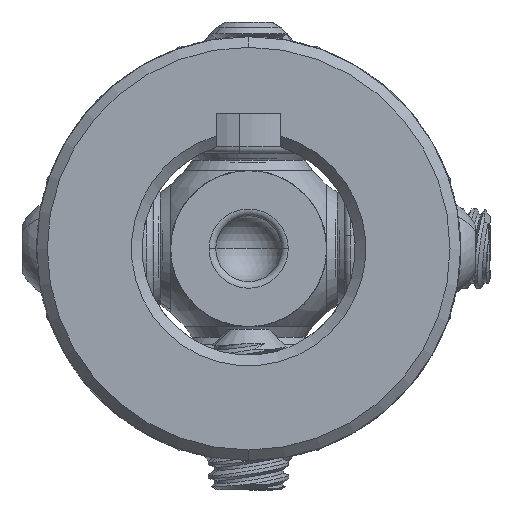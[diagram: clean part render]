
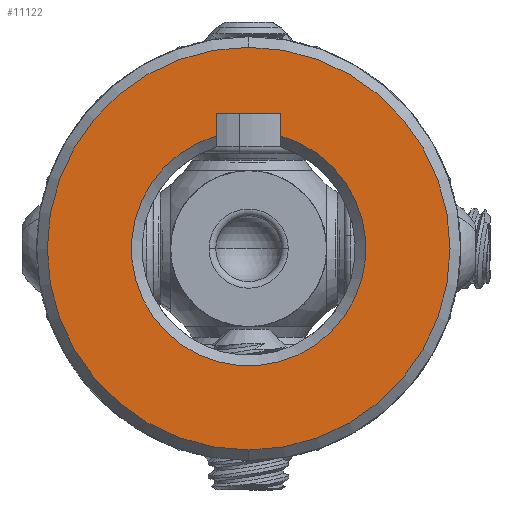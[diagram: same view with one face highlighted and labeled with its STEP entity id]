
A CAD part, left-side view. The second image highlights one B-rep face of the part: STEP entity #11122.
In plain terms, the highlighted planar face has unit normal (-1, 0, 0).
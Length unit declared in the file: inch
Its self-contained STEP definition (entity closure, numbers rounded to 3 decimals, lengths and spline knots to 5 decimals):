
#287 = ORIENTED_EDGE ( 'NONE', *, *, #2578, .F. ) ;
#376 = DIRECTION ( 'NONE',  ( 0., 0., -1. ) ) ;
#453 = DIRECTION ( 'NONE',  ( 0., 0., 1. ) ) ;
#653 = CIRCLE ( 'NONE', #2210, 0.59125 ) ;
#957 = EDGE_CURVE ( 'NONE', #7378, #7890, #6046, .T. ) ;
#1183 = DIRECTION ( 'NONE',  ( 0., 0., -1. ) ) ;
#2210 = AXIS2_PLACEMENT_3D ( 'NONE', #2495, #11866, #3847 ) ;
#2452 = VECTOR ( 'NONE', #453, 39.37008 ) ;
#2495 = CARTESIAN_POINT ( 'NONE',  ( -1.875, 0., 0. ) ) ;
#2578 = EDGE_CURVE ( 'NONE', #7890, #11225, #4294, .T. ) ;
#2683 = EDGE_CURVE ( 'NONE', #7378, #9240, #10576, .T. ) ;
#2739 = EDGE_LOOP ( 'NONE', ( #12774, #11964, #3106, #287 ) ) ;
#2953 = CIRCLE ( 'NONE', #16627, 0.59125 ) ;
#3106 = ORIENTED_EDGE ( 'NONE', *, *, #12363, .F. ) ;
#3846 = CARTESIAN_POINT ( 'NONE',  ( -1.875, 0., 0. ) ) ;
#3847 = DIRECTION ( 'NONE',  ( 0., 0., -1. ) ) ;
#4294 = LINE ( 'NONE', #7815, #11401 ) ;
#5184 = EDGE_CURVE ( 'NONE', #9532, #13163, #2953, .T. ) ;
#5205 = PLANE ( 'NONE',  #14163 ) ;
#5349 = CARTESIAN_POINT ( 'NONE',  ( -1.875, 0., 0. ) ) ;
#5350 = LINE ( 'NONE', #11049, #16128 ) ;
#5733 = CARTESIAN_POINT ( 'NONE',  ( -1.875, -0.09425, 0.29847 ) ) ;
#6046 = LINE ( 'NONE', #5733, #2452 ) ;
#6143 = DIRECTION ( 'NONE',  ( -1., 0., 0. ) ) ;
#6666 = FACE_OUTER_BOUND ( 'NONE', #6919, .T. ) ;
#6721 = DIRECTION ( 'NONE',  ( 0., 0., -1. ) ) ;
#6919 = EDGE_LOOP ( 'NONE', ( #7691, #15812 ) ) ;
#7378 = VERTEX_POINT ( 'NONE', #16841 ) ;
#7691 = ORIENTED_EDGE ( 'NONE', *, *, #5184, .T. ) ;
#7815 = CARTESIAN_POINT ( 'NONE',  ( -1.875, 0.09425, 0.39817 ) ) ;
#7890 = VERTEX_POINT ( 'NONE', #11741 ) ;
#8118 = CARTESIAN_POINT ( 'NONE',  ( -1.875, 0.09425, 0.39817 ) ) ;
#8299 = CARTESIAN_POINT ( 'NONE',  ( -1.875, 0., 0.59125 ) ) ;
#9240 = VERTEX_POINT ( 'NONE', #15043 ) ;
#9241 = DIRECTION ( 'NONE',  ( 1., 0., 0. ) ) ;
#9362 = FACE_BOUND ( 'NONE', #2739, .T. ) ;
#9532 = VERTEX_POINT ( 'NONE', #11589 ) ;
#10576 = CIRCLE ( 'NONE', #11058, 0.34425 ) ;
#11049 = CARTESIAN_POINT ( 'NONE',  ( -1.875, 0.09425, 0.29847 ) ) ;
#11058 = AXIS2_PLACEMENT_3D ( 'NONE', #5349, #14804, #6721 ) ;
#11122 = ADVANCED_FACE ( 'NONE', ( #9362, #6666 ), #5205, .F. ) ;
#11225 = VERTEX_POINT ( 'NONE', #8118 ) ;
#11401 = VECTOR ( 'NONE', #14622, 39.37008 ) ;
#11589 = CARTESIAN_POINT ( 'NONE',  ( -1.875, 0., -0.59125 ) ) ;
#11741 = CARTESIAN_POINT ( 'NONE',  ( -1.875, -0.09425, 0.39817 ) ) ;
#11866 = DIRECTION ( 'NONE',  ( -1., 0., 0. ) ) ;
#11964 = ORIENTED_EDGE ( 'NONE', *, *, #2683, .T. ) ;
#12363 = EDGE_CURVE ( 'NONE', #11225, #9240, #5350, .T. ) ;
#12774 = ORIENTED_EDGE ( 'NONE', *, *, #957, .F. ) ;
#13163 = VERTEX_POINT ( 'NONE', #8299 ) ;
#14163 = AXIS2_PLACEMENT_3D ( 'NONE', #3846, #9241, #1183 ) ;
#14237 = CARTESIAN_POINT ( 'NONE',  ( -1.875, 0., 0. ) ) ;
#14622 = DIRECTION ( 'NONE',  ( 0., 1., 0. ) ) ;
#14660 = EDGE_CURVE ( 'NONE', #13163, #9532, #653, .T. ) ;
#14804 = DIRECTION ( 'NONE',  ( 1., 0., 0. ) ) ;
#15043 = CARTESIAN_POINT ( 'NONE',  ( -1.875, 0.09425, 0.3311 ) ) ;
#15572 = DIRECTION ( 'NONE',  ( 0., 0., -1. ) ) ;
#15812 = ORIENTED_EDGE ( 'NONE', *, *, #14660, .T. ) ;
#16128 = VECTOR ( 'NONE', #376, 39.37008 ) ;
#16627 = AXIS2_PLACEMENT_3D ( 'NONE', #14237, #6143, #15572 ) ;
#16841 = CARTESIAN_POINT ( 'NONE',  ( -1.875, -0.09425, 0.3311 ) ) ;
